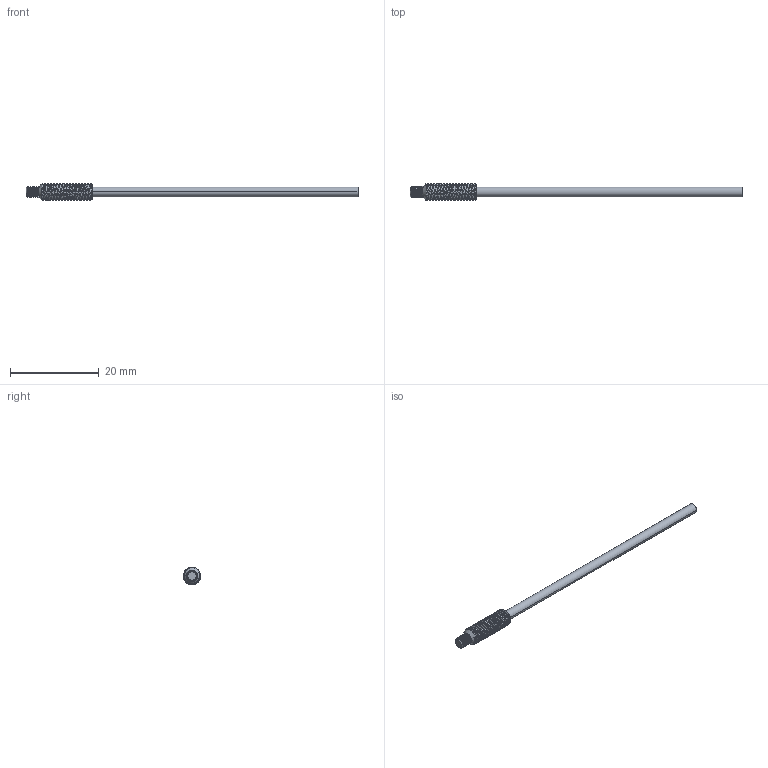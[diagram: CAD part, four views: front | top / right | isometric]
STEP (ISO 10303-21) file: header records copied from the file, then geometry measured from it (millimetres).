
FILE_DESCRIPTION((''),'2;1');
FILE_NAME('PT-77_ASM','2020-06-09T10:00:57',('Administrator'),(''),'CREO PARAMETRIC BY PTC INC, 2018400','CREO PARAMETRIC BY PTC INC, 2018400','');
FILE_SCHEMA(('AUTOMOTIVE_DESIGN { 1 0 10303 214 1 1 1 1 }'));
Length unit declared in the file: millimetre
Products named in the file (3): M4-TOU_; 22XIAN; PT-77_ASM
Assembly tree (2 placements, depth 2):
  PT-77_ASM
    M4-TOU_
    22XIAN
Bounding box: 75 x 3.9 x 3.9 mm (x, y, z)
Volume: 362.1 mm3; surface area: 660.4 mm2
Topology: 2 solids, 2 shells, 77 faces, 206 edges, 133 vertices
Faces by surface type: cylinder 45, bspline 21, cone 6, plane 5
Entity records: 10301 total; most frequent: CARTESIAN_POINT 8511, ORIENTED_EDGE 412, DIRECTION 212, EDGE_CURVE 206, VERTEX_POINT 133, B_SPLINE_CURVE_WITH_KNOTS 130, EDGE_LOOP 77, FACE_OUTER_BOUND 77
